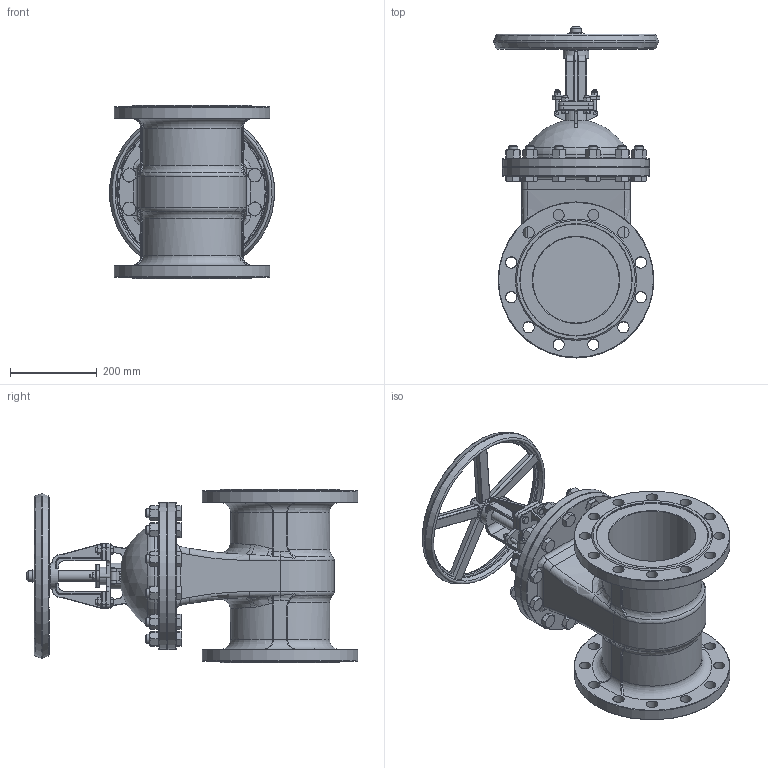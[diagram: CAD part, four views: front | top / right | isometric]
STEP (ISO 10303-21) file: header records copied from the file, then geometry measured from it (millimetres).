
FILE_DESCRIPTION(/* description */ (''),/* implementation_level */ '2;1');
FILE_NAME(/* name */ 'DN200_3D_STEP.stp',/* time_stamp */ '2025-09-20T01:18:32+03:00',/* author */ ('igorr'),/* organization */ (''),/* preprocessor_version */ 'ST-DEVELOPER v20',/* originating_system */ 'Autodesk Inventor 2025',/* authorisation */ '');
FILE_SCHEMA (('AUTOMOTIVE_DESIGN { 1 0 10303 214 3 1 1 }'));
Length unit declared in the file: millimetre
Products named in the file (8): Сборка; Деталь1; Деталь2; AS 1110 - M10 x 35; ANSI B18.2.4.2M - M10x1,5; ANSI B18.2.4.2M - M8x1,25; ANSI B18.2.4.2M - M20x2,5; AS 1110 - M20 x 70
Assembly tree (36 placements, depth 2):
  Сборка
    Деталь1
    Деталь2
    AS 1110 - M10 x 35  x4
    ANSI B18.2.4.2M - M10x1,5  x4
    ANSI B18.2.4.2M - M8x1,25  x2
    ANSI B18.2.4.2M - M20x2,5  x12
    AS 1110 - M20 x 70  x12
Bounding box: 381.63 x 767 x 400 mm (x, y, z)
Volume: 23478382.8 mm3; surface area: 1679524.5 mm2
Topology: 40 solids, 40 shells, 1465 faces, 3463 edges, 2105 vertices
Faces by surface type: plane 602, cone 322, cylinder 314, bspline 131, torus 91, sphere 5
Full cylindrical faces by diameter (mm): 6.647 x2, 7 x4, 8 x4, 8.376 x4, 10 x16, 15 x2, 16 x4, 17.294 x12, 18 x24, 20 x12, 25 x2, 26 x24, 27.9 x12, 30 x14, 40 x1, 50 x2, 60 x2, 200 x2, 240 x2, 260 x2, 340 x2, 360 x2
Entity records: 31483 total; most frequent: CARTESIAN_POINT 10813, ORIENTED_EDGE 4162, DIRECTION 3986, EDGE_CURVE 2081, AXIS2_PLACEMENT_3D 1618, VERTEX_POINT 1293, EDGE_LOOP 986, FACE_OUTER_BOUND 828
